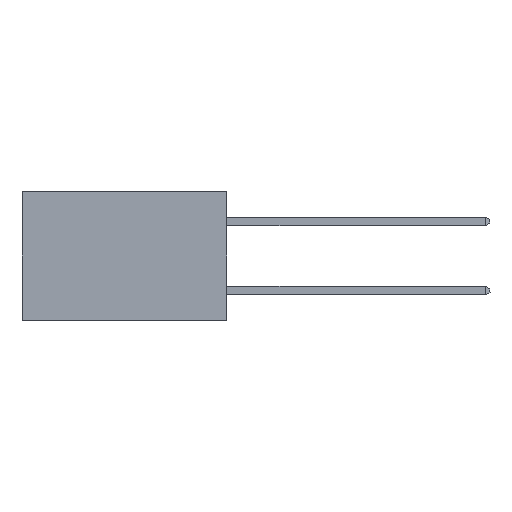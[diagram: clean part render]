
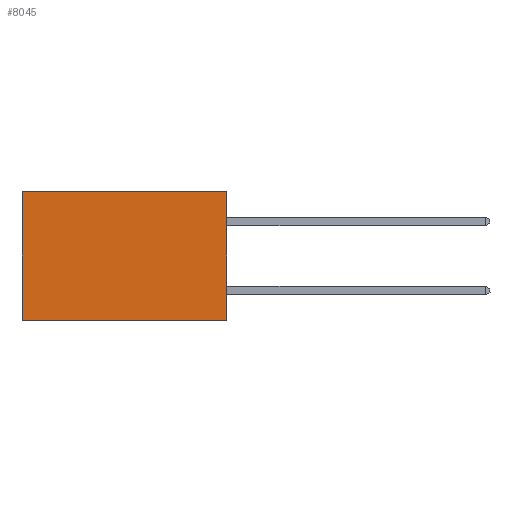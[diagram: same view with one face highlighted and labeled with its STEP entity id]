
A CAD part, left-side view. The second image highlights one B-rep face of the part: STEP entity #8045.
In plain terms, the highlighted planar face has unit normal (-1, 0, 0).
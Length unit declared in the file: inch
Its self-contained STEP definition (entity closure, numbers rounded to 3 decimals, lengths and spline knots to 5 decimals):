
#45 = DIRECTION ( 'NONE',  ( 0., 0., -1. ) ) ;
#234 = LINE ( 'NONE', #12550, #6479 ) ;
#278 = AXIS2_PLACEMENT_3D ( 'NONE', #11582, #11095, #10990 ) ;
#455 = CARTESIAN_POINT ( 'NONE',  ( 0.277, 0.59, -0.37 ) ) ;
#472 = FACE_OUTER_BOUND ( 'NONE', #6248, .T. ) ;
#1413 = ORIENTED_EDGE ( 'NONE', *, *, #5343, .F. ) ;
#2448 = LINE ( 'NONE', #12690, #5360 ) ;
#3664 = LINE ( 'NONE', #7443, #15816 ) ;
#3840 = CARTESIAN_POINT ( 'NONE',  ( 0.277, 0.59, 0. ) ) ;
#3989 = EDGE_CURVE ( 'NONE', #6835, #4018, #3664, .T. ) ;
#4018 = VERTEX_POINT ( 'NONE', #3840 ) ;
#5343 = EDGE_CURVE ( 'NONE', #8604, #14490, #9724, .T. ) ;
#5360 = VECTOR ( 'NONE', #13987, 39.37008 ) ;
#6248 = EDGE_LOOP ( 'NONE', ( #16042, #1413, #15860, #10763 ) ) ;
#6363 = CARTESIAN_POINT ( 'NONE',  ( 0.277, 0., 0. ) ) ;
#6415 = VECTOR ( 'NONE', #15198, 39.37008 ) ;
#6479 = VECTOR ( 'NONE', #45, 39.37008 ) ;
#6835 = VERTEX_POINT ( 'NONE', #6363 ) ;
#7443 = CARTESIAN_POINT ( 'NONE',  ( 0.277, 0., 0. ) ) ;
#8045 = ADVANCED_FACE ( 'NONE', ( #472 ), #11100, .F. ) ;
#8604 = VERTEX_POINT ( 'NONE', #13502 ) ;
#9724 = LINE ( 'NONE', #15121, #6415 ) ;
#10763 = ORIENTED_EDGE ( 'NONE', *, *, #3989, .T. ) ;
#10990 = DIRECTION ( 'NONE',  ( 0., 0., -1. ) ) ;
#11095 = DIRECTION ( 'NONE',  ( 1., 0., 0. ) ) ;
#11100 = PLANE ( 'NONE',  #278 ) ;
#11123 = DIRECTION ( 'NONE',  ( 0., 1., 0. ) ) ;
#11582 = CARTESIAN_POINT ( 'NONE',  ( 0.277, 0., -0.37 ) ) ;
#12286 = EDGE_CURVE ( 'NONE', #6835, #8604, #2448, .T. ) ;
#12550 = CARTESIAN_POINT ( 'NONE',  ( 0.277, 0.59, -0.37 ) ) ;
#12690 = CARTESIAN_POINT ( 'NONE',  ( 0.277, 0., -0.37 ) ) ;
#13502 = CARTESIAN_POINT ( 'NONE',  ( 0.277, 0., -0.37 ) ) ;
#13987 = DIRECTION ( 'NONE',  ( 0., 0., -1. ) ) ;
#14030 = EDGE_CURVE ( 'NONE', #4018, #14490, #234, .T. ) ;
#14490 = VERTEX_POINT ( 'NONE', #455 ) ;
#15121 = CARTESIAN_POINT ( 'NONE',  ( 0.277, 0., -0.37 ) ) ;
#15198 = DIRECTION ( 'NONE',  ( 0., 1., 0. ) ) ;
#15816 = VECTOR ( 'NONE', #11123, 39.37008 ) ;
#15860 = ORIENTED_EDGE ( 'NONE', *, *, #12286, .F. ) ;
#16042 = ORIENTED_EDGE ( 'NONE', *, *, #14030, .T. ) ;
